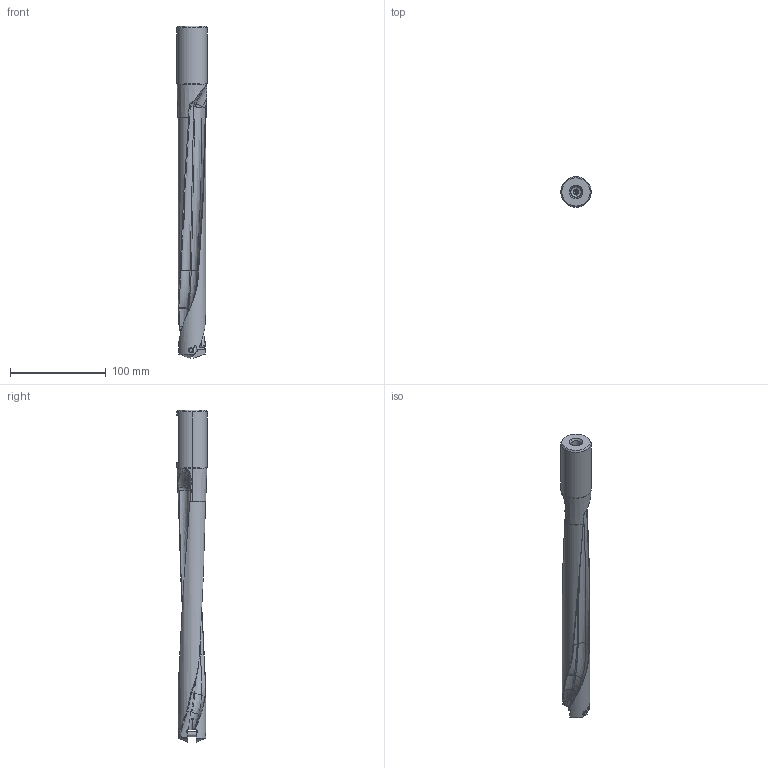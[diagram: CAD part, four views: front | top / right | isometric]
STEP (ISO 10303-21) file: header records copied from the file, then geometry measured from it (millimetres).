
FILE_DESCRIPTION(/* description */ (''),/* implementation_level */ '2;1');
FILE_NAME(/* name */ 'TAWLN0112.stp',/* time_stamp */ '2025-06-17T13:11:54+09:00',/* author */ (''),/* organization */ (''),/* preprocessor_version */ 'ST-DEVELOPER v18.101',/* originating_system */ 'SIEMENS PLM Software NX 2011',/* authorisation */ '');
FILE_SCHEMA (('AUTOMOTIVE_DESIGN { 1 0 10303 214 3 1 1 1 }'));
Length unit declared in the file: millimetre
Products named in the file (1): TAWLN0112_ASM
Bounding box: 31.75 x 31.75 x 346.31 mm (x, y, z)
Volume: 138772 mm3; surface area: 43506.9 mm2
Topology: 2 solids, 2 shells, 177 faces, 517 edges, 336 vertices
Faces by surface type: cylinder 55, bspline 52, sphere 26, cone 22, plane 16, torus 6
Entity records: 14911 total; most frequent: CARTESIAN_POINT 10936, ORIENTED_EDGE 1018, EDGE_CURVE 509, DIRECTION 500, B_SPLINE_CURVE_WITH_KNOTS 361, VERTEX_POINT 332, AXIS2_PLACEMENT_3D 215, EDGE_LOOP 181
